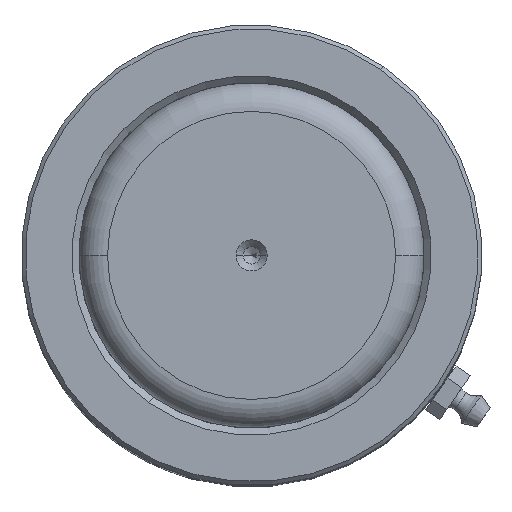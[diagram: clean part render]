
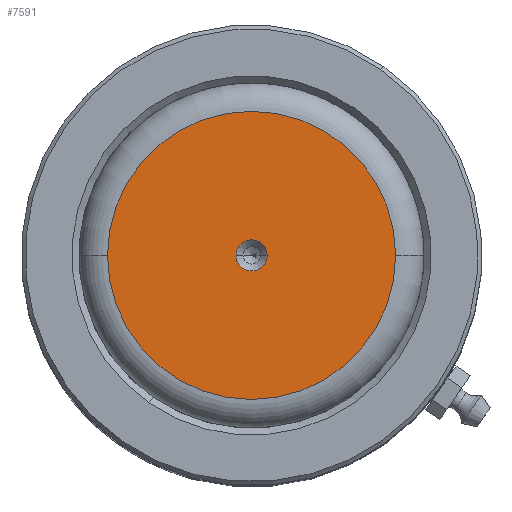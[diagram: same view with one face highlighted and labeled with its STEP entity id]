
A CAD part, top view. The second image highlights one B-rep face of the part: STEP entity #7591.
In plain terms, the highlighted planar face has unit normal (0, 0, 1).
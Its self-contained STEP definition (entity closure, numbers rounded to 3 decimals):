
#1 = CARTESIAN_POINT ( 'NONE',  ( 0., 0., 202. ) ) ;
#154 = FACE_OUTER_BOUND ( 'NONE', #4671, .T. ) ;
#165 = CIRCLE ( 'NONE', #4008, 2.7 ) ;
#719 = CIRCLE ( 'NONE', #2948, 2.7 ) ;
#950 = PLANE ( 'NONE',  #5172 ) ;
#1216 = DIRECTION ( 'NONE',  ( 0., 0., 1. ) ) ;
#1296 = ORIENTED_EDGE ( 'NONE', *, *, #6869, .F. ) ;
#1665 = CARTESIAN_POINT ( 'NONE',  ( 0., 0., 202. ) ) ;
#1669 = EDGE_LOOP ( 'NONE', ( #2020, #1296 ) ) ;
#2016 = CIRCLE ( 'NONE', #6187, 25.017 ) ;
#2020 = ORIENTED_EDGE ( 'NONE', *, *, #7322, .F. ) ;
#2151 = ORIENTED_EDGE ( 'NONE', *, *, #6353, .T. ) ;
#2254 = VERTEX_POINT ( 'NONE', #7894 ) ;
#2615 = CARTESIAN_POINT ( 'NONE',  ( 0., 0., 202. ) ) ;
#2687 = DIRECTION ( 'NONE',  ( 1., 0., 0. ) ) ;
#2948 = AXIS2_PLACEMENT_3D ( 'NONE', #1665, #8992, #3935 ) ;
#3316 = EDGE_CURVE ( 'NONE', #6413, #6615, #2016, .T. ) ;
#3935 = DIRECTION ( 'NONE',  ( 1., 0., 0. ) ) ;
#4008 = AXIS2_PLACEMENT_3D ( 'NONE', #5626, #1216, #2687 ) ;
#4671 = EDGE_LOOP ( 'NONE', ( #2151, #6073 ) ) ;
#4846 = CARTESIAN_POINT ( 'NONE',  ( -25.017, 0., 202. ) ) ;
#5172 = AXIS2_PLACEMENT_3D ( 'NONE', #2615, #7496, #9205 ) ;
#5583 = CARTESIAN_POINT ( 'NONE',  ( -2.7, 0., 202. ) ) ;
#5626 = CARTESIAN_POINT ( 'NONE',  ( 0., 0., 202. ) ) ;
#5820 = DIRECTION ( 'NONE',  ( 0., 0., 1. ) ) ;
#6073 = ORIENTED_EDGE ( 'NONE', *, *, #3316, .T. ) ;
#6120 = CARTESIAN_POINT ( 'NONE',  ( 0., 0., 202. ) ) ;
#6187 = AXIS2_PLACEMENT_3D ( 'NONE', #1, #5820, #6562 ) ;
#6218 = DIRECTION ( 'NONE',  ( 0., 0., 1. ) ) ;
#6333 = CIRCLE ( 'NONE', #8160, 25.017 ) ;
#6353 = EDGE_CURVE ( 'NONE', #6615, #6413, #6333, .T. ) ;
#6413 = VERTEX_POINT ( 'NONE', #4846 ) ;
#6562 = DIRECTION ( 'NONE',  ( 1., 0., 0. ) ) ;
#6615 = VERTEX_POINT ( 'NONE', #8020 ) ;
#6850 = DIRECTION ( 'NONE',  ( 1., 0., 0. ) ) ;
#6869 = EDGE_CURVE ( 'NONE', #7884, #2254, #719, .T. ) ;
#7322 = EDGE_CURVE ( 'NONE', #2254, #7884, #165, .T. ) ;
#7496 = DIRECTION ( 'NONE',  ( 0., 0., 1. ) ) ;
#7591 = ADVANCED_FACE ( 'NONE', ( #7913, #154 ), #950, .T. ) ;
#7884 = VERTEX_POINT ( 'NONE', #5583 ) ;
#7894 = CARTESIAN_POINT ( 'NONE',  ( 2.7, 0., 202. ) ) ;
#7913 = FACE_BOUND ( 'NONE', #1669, .T. ) ;
#8020 = CARTESIAN_POINT ( 'NONE',  ( 25.017, 0., 202. ) ) ;
#8160 = AXIS2_PLACEMENT_3D ( 'NONE', #6120, #6218, #6850 ) ;
#8992 = DIRECTION ( 'NONE',  ( 0., 0., 1. ) ) ;
#9205 = DIRECTION ( 'NONE',  ( 1., 0., 0. ) ) ;
